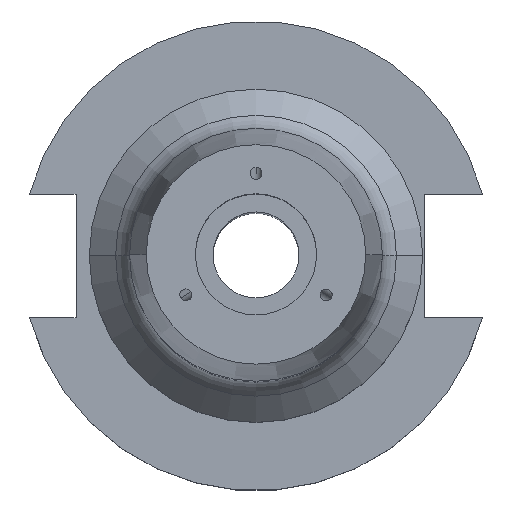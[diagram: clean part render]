
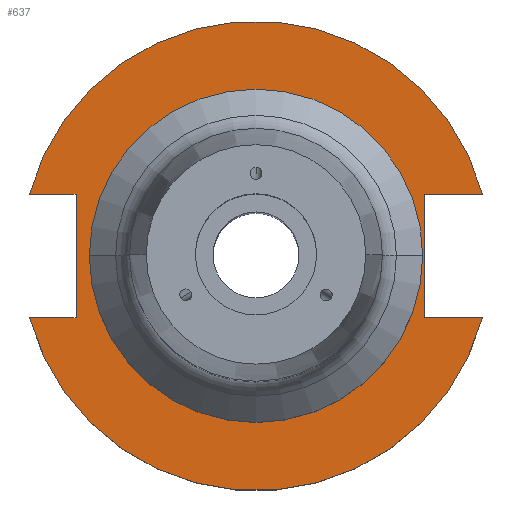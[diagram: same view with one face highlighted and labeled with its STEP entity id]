
A CAD part, top view. The second image highlights one B-rep face of the part: STEP entity #637.
In plain terms, the highlighted planar face has unit normal (0, 0, 1).
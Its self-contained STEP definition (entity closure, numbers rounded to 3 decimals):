
#2 = FACE_OUTER_BOUND ( 'NONE', #1841, .T. ) ;
#65 = DIRECTION ( 'NONE',  ( 1., 0., 0. ) ) ;
#84 = DIRECTION ( 'NONE',  ( 1., 0., 0. ) ) ;
#107 = EDGE_CURVE ( 'NONE', #2539, #1603, #1840, .T. ) ;
#123 = LINE ( 'NONE', #1278, #592 ) ;
#167 = DIRECTION ( 'NONE',  ( -1., 0., 0. ) ) ;
#172 = ORIENTED_EDGE ( 'NONE', *, *, #2051, .F. ) ;
#173 = CIRCLE ( 'NONE', #2502, 49.212 ) ;
#175 = LINE ( 'NONE', #548, #2268 ) ;
#176 = CARTESIAN_POINT ( 'NONE',  ( -47.477, 12.954, 19.05 ) ) ;
#218 = LINE ( 'NONE', #545, #2227 ) ;
#227 = VERTEX_POINT ( 'NONE', #2546 ) ;
#248 = DIRECTION ( 'NONE',  ( 0., -1., 0. ) ) ;
#253 = VERTEX_POINT ( 'NONE', #1185 ) ;
#278 = AXIS2_PLACEMENT_3D ( 'NONE', #2422, #1256, #65 ) ;
#300 = CARTESIAN_POINT ( 'NONE',  ( 47.477, 12.954, 19.05 ) ) ;
#328 = DIRECTION ( 'NONE',  ( 1., 0., 0. ) ) ;
#361 = CARTESIAN_POINT ( 'NONE',  ( -37.719, -12.954, 19.05 ) ) ;
#368 = PLANE ( 'NONE',  #1149 ) ;
#429 = VERTEX_POINT ( 'NONE', #361 ) ;
#430 = CARTESIAN_POINT ( 'NONE',  ( 35.306, -12.954, 19.05 ) ) ;
#545 = CARTESIAN_POINT ( 'NONE',  ( -63.719, 12.954, 19.05 ) ) ;
#547 = AXIS2_PLACEMENT_3D ( 'NONE', #2438, #1274, #84 ) ;
#548 = CARTESIAN_POINT ( 'NONE',  ( 35.306, 12.954, 19.05 ) ) ;
#552 = CARTESIAN_POINT ( 'NONE',  ( 47.477, -12.954, 19.05 ) ) ;
#555 = EDGE_CURVE ( 'NONE', #2374, #2081, #173, .T. ) ;
#569 = DIRECTION ( 'NONE',  ( 1., 0., 0. ) ) ;
#592 = VECTOR ( 'NONE', #2052, 1000. ) ;
#622 = AXIS2_PLACEMENT_3D ( 'NONE', #1024, #2384, #1217 ) ;
#637 = ADVANCED_FACE ( 'NONE', ( #1064, #2 ), #368, .T. ) ;
#644 = ORIENTED_EDGE ( 'NONE', *, *, #1089, .F. ) ;
#667 = VECTOR ( 'NONE', #2332, 1000. ) ;
#762 = VECTOR ( 'NONE', #328, 1000. ) ;
#814 = EDGE_CURVE ( 'NONE', #1229, #981, #1280, .T. ) ;
#857 = ORIENTED_EDGE ( 'NONE', *, *, #2510, .F. ) ;
#921 = VERTEX_POINT ( 'NONE', #430 ) ;
#981 = VERTEX_POINT ( 'NONE', #1624 ) ;
#985 = VECTOR ( 'NONE', #248, 1000. ) ;
#1014 = EDGE_CURVE ( 'NONE', #227, #921, #2540, .T. ) ;
#1024 = CARTESIAN_POINT ( 'NONE',  ( 0., 0., 19.05 ) ) ;
#1064 = FACE_BOUND ( 'NONE', #2276, .T. ) ;
#1089 = EDGE_CURVE ( 'NONE', #981, #1229, #1953, .T. ) ;
#1115 = DIRECTION ( 'NONE',  ( 0., 0., 1. ) ) ;
#1131 = CARTESIAN_POINT ( 'NONE',  ( -63.719, -12.954, 19.05 ) ) ;
#1149 = AXIS2_PLACEMENT_3D ( 'NONE', #2532, #1747, #569 ) ;
#1185 = CARTESIAN_POINT ( 'NONE',  ( -37.719, 12.954, 19.05 ) ) ;
#1201 = LINE ( 'NONE', #2140, #667 ) ;
#1217 = DIRECTION ( 'NONE',  ( 1., 0., 0. ) ) ;
#1228 = ORIENTED_EDGE ( 'NONE', *, *, #555, .T. ) ;
#1229 = VERTEX_POINT ( 'NONE', #1900 ) ;
#1256 = DIRECTION ( 'NONE',  ( 0., 0., 1. ) ) ;
#1274 = DIRECTION ( 'NONE',  ( 0., 0., 1. ) ) ;
#1278 = CARTESIAN_POINT ( 'NONE',  ( -37.719, 12.954, 19.05 ) ) ;
#1280 = CIRCLE ( 'NONE', #278, 34.925 ) ;
#1359 = ORIENTED_EDGE ( 'NONE', *, *, #814, .F. ) ;
#1373 = ORIENTED_EDGE ( 'NONE', *, *, #1014, .F. ) ;
#1400 = EDGE_CURVE ( 'NONE', #429, #253, #123, .T. ) ;
#1519 = ORIENTED_EDGE ( 'NONE', *, *, #1400, .F. ) ;
#1577 = ORIENTED_EDGE ( 'NONE', *, *, #107, .T. ) ;
#1603 = VERTEX_POINT ( 'NONE', #552 ) ;
#1615 = CARTESIAN_POINT ( 'NONE',  ( -47.477, -12.954, 19.05 ) ) ;
#1624 = CARTESIAN_POINT ( 'NONE',  ( -34.925, 0., 19.05 ) ) ;
#1728 = DIRECTION ( 'NONE',  ( -1., 0., 0. ) ) ;
#1747 = DIRECTION ( 'NONE',  ( 0., 0., 1. ) ) ;
#1829 = CARTESIAN_POINT ( 'NONE',  ( 35.306, 12.954, 19.05 ) ) ;
#1840 = CIRCLE ( 'NONE', #622, 49.212 ) ;
#1841 = EDGE_LOOP ( 'NONE', ( #1577, #857, #1373, #172, #1228, #2464, #1519, #2097 ) ) ;
#1900 = CARTESIAN_POINT ( 'NONE',  ( 34.925, 0., 19.05 ) ) ;
#1953 = CIRCLE ( 'NONE', #547, 34.925 ) ;
#2051 = EDGE_CURVE ( 'NONE', #2374, #227, #175, .T. ) ;
#2052 = DIRECTION ( 'NONE',  ( 0., 1., 0. ) ) ;
#2081 = VERTEX_POINT ( 'NONE', #176 ) ;
#2097 = ORIENTED_EDGE ( 'NONE', *, *, #2449, .F. ) ;
#2140 = CARTESIAN_POINT ( 'NONE',  ( 35.306, -12.954, 19.05 ) ) ;
#2227 = VECTOR ( 'NONE', #167, 1000. ) ;
#2268 = VECTOR ( 'NONE', #1728, 1000. ) ;
#2276 = EDGE_LOOP ( 'NONE', ( #1359, #644 ) ) ;
#2280 = CARTESIAN_POINT ( 'NONE',  ( 0., 0., 19.05 ) ) ;
#2332 = DIRECTION ( 'NONE',  ( 1., 0., 0. ) ) ;
#2374 = VERTEX_POINT ( 'NONE', #300 ) ;
#2376 = LINE ( 'NONE', #1131, #762 ) ;
#2384 = DIRECTION ( 'NONE',  ( 0., 0., 1. ) ) ;
#2422 = CARTESIAN_POINT ( 'NONE',  ( 0., 0., 19.05 ) ) ;
#2438 = CARTESIAN_POINT ( 'NONE',  ( 0., 0., 19.05 ) ) ;
#2449 = EDGE_CURVE ( 'NONE', #2539, #429, #2376, .T. ) ;
#2464 = ORIENTED_EDGE ( 'NONE', *, *, #2508, .F. ) ;
#2478 = DIRECTION ( 'NONE',  ( 1., 0., 0. ) ) ;
#2502 = AXIS2_PLACEMENT_3D ( 'NONE', #2280, #1115, #2478 ) ;
#2508 = EDGE_CURVE ( 'NONE', #253, #2081, #218, .T. ) ;
#2510 = EDGE_CURVE ( 'NONE', #921, #1603, #1201, .T. ) ;
#2532 = CARTESIAN_POINT ( 'NONE',  ( 0., 49.212, 19.05 ) ) ;
#2539 = VERTEX_POINT ( 'NONE', #1615 ) ;
#2540 = LINE ( 'NONE', #1829, #985 ) ;
#2546 = CARTESIAN_POINT ( 'NONE',  ( 35.306, 12.954, 19.05 ) ) ;
